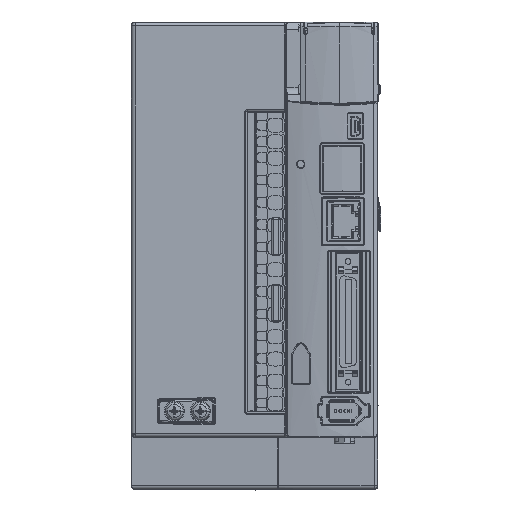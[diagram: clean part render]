
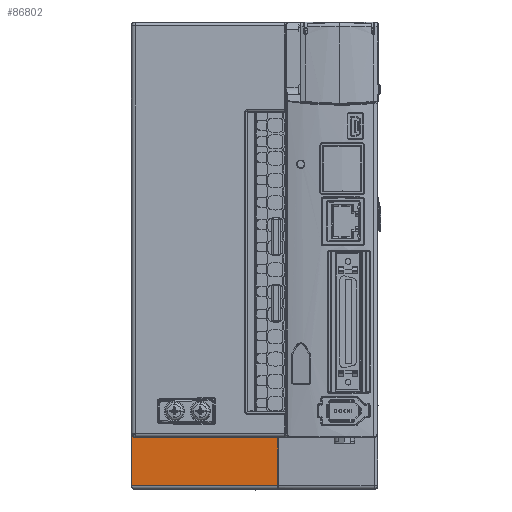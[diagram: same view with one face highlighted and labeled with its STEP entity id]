
A CAD part, top view. The second image highlights one B-rep face of the part: STEP entity #86802.
In plain terms, the highlighted planar face has unit normal (0, -0.052, 0.999).
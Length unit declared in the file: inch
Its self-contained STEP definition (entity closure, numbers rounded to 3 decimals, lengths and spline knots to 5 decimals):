
#6361 = VERTEX_POINT ( 'NONE', #119202 ) ;
#13144 = ORIENTED_EDGE ( 'NONE', *, *, #52704, .F. ) ;
#15250 = FACE_OUTER_BOUND ( 'NONE', #152815, .T. ) ;
#15473 = ORIENTED_EDGE ( 'NONE', *, *, #38054, .T. ) ;
#16104 = PLANE ( 'NONE',  #112319 ) ;
#20520 = VERTEX_POINT ( 'NONE', #168390 ) ;
#20817 = EDGE_CURVE ( 'NONE', #120392, #76824, #165596, .T. ) ;
#22461 = EDGE_CURVE ( 'NONE', #6361, #159590, #109227, .T. ) ;
#27984 = LINE ( 'NONE', #122711, #100245 ) ;
#29958 = DIRECTION ( 'NONE',  ( 1., 0., 0. ) ) ;
#34597 = CARTESIAN_POINT ( 'NONE',  ( 0., 0.05144, -2.05398 ) ) ;
#37451 = DIRECTION ( 'NONE',  ( 0., -0.999, -0.052 ) ) ;
#37659 = CARTESIAN_POINT ( 'NONE',  ( -3.14961, -0.72777, -2.09482 ) ) ;
#38054 = EDGE_CURVE ( 'NONE', #119501, #120392, #79520, .T. ) ;
#39657 = DIRECTION ( 'NONE',  ( -1., 0., 0. ) ) ;
#40720 = VERTEX_POINT ( 'NONE', #139687 ) ;
#43282 = DIRECTION ( 'NONE',  ( 0., -0.999, -0.052 ) ) ;
#52611 = CARTESIAN_POINT ( 'NONE',  ( -3.09055, 0.025, -2.05537 ) ) ;
#52704 = EDGE_CURVE ( 'NONE', #65408, #40720, #81116, .T. ) ;
#63090 = CARTESIAN_POINT ( 'NONE',  ( -3.14961, -0.7288, -2.09487 ) ) ;
#65408 = VERTEX_POINT ( 'NONE', #52611 ) ;
#73084 = VECTOR ( 'NONE', #80797, 39.37008 ) ;
#76824 = VERTEX_POINT ( 'NONE', #149672 ) ;
#76856 = VECTOR ( 'NONE', #134676, 39.37008 ) ;
#77133 = ORIENTED_EDGE ( 'NONE', *, *, #140266, .T. ) ;
#79520 = LINE ( 'NONE', #133057, #162163 ) ;
#80797 = DIRECTION ( 'NONE',  ( 0., 0.999, 0.052 ) ) ;
#81116 = LINE ( 'NONE', #91725, #76856 ) ;
#85137 = VECTOR ( 'NONE', #39657, 39.37008 ) ;
#86660 = ORIENTED_EDGE ( 'NONE', *, *, #101514, .T. ) ;
#86802 = ADVANCED_FACE ( 'NONE', ( #15250 ), #16104, .T. ) ;
#91725 = CARTESIAN_POINT ( 'NONE',  ( 0.5315, 0.025, -2.05537 ) ) ;
#93571 = CARTESIAN_POINT ( 'NONE',  ( -3.14961, -0.72777, -2.09482 ) ) ;
#96684 = EDGE_CURVE ( 'NONE', #159590, #76824, #137822, .T. ) ;
#98534 = CARTESIAN_POINT ( 'NONE',  ( 0., 0.10749, -2.05104 ) ) ;
#100245 = VECTOR ( 'NONE', #148195, 39.37008 ) ;
#101377 = VECTOR ( 'NONE', #138399, 39.37008 ) ;
#101514 = EDGE_CURVE ( 'NONE', #150889, #119501, #169627, .T. ) ;
#103769 = CARTESIAN_POINT ( 'NONE',  ( -3.14911, 0.05906, -2.05358 ) ) ;
#104362 = CARTESIAN_POINT ( 'NONE',  ( -3.14958, -0.72983, -2.09493 ) ) ;
#108421 = ORIENTED_EDGE ( 'NONE', *, *, #170534, .T. ) ;
#108896 = CARTESIAN_POINT ( 'NONE',  ( -3.14961, -0.72777, -2.09482 ) ) ;
#109227 = B_SPLINE_CURVE_WITH_KNOTS ( 'NONE', 3,
 ( #129805, #104362, #63090, #37659 ),
 .UNSPECIFIED., .F., .F.,
 ( 4, 4 ),
 ( 0., 1. ),
 .UNSPECIFIED. ) ;
#112319 = AXIS2_PLACEMENT_3D ( 'NONE', #98534, #138891, #43282 ) ;
#116310 = CARTESIAN_POINT ( 'NONE',  ( -3.14911, 0.05144, -2.05398 ) ) ;
#116905 = CARTESIAN_POINT ( 'NONE',  ( 0., 0.05906, -2.05358 ) ) ;
#119202 = CARTESIAN_POINT ( 'NONE',  ( -3.14953, -0.73086, -2.09498 ) ) ;
#119501 = VERTEX_POINT ( 'NONE', #103769 ) ;
#120392 = VERTEX_POINT ( 'NONE', #116310 ) ;
#122711 = CARTESIAN_POINT ( 'NONE',  ( -0.92913, 0.10749, -2.05104 ) ) ;
#124423 = ORIENTED_EDGE ( 'NONE', *, *, #96684, .F. ) ;
#125569 = CARTESIAN_POINT ( 'NONE',  ( 0., -0.73086, -2.09498 ) ) ;
#129023 = ORIENTED_EDGE ( 'NONE', *, *, #20817, .T. ) ;
#129805 = CARTESIAN_POINT ( 'NONE',  ( -3.14953, -0.73086, -2.09498 ) ) ;
#130062 = DIRECTION ( 'NONE',  ( 0., 0.999, 0.052 ) ) ;
#133057 = CARTESIAN_POINT ( 'NONE',  ( -3.14911, 0.10749, -2.05104 ) ) ;
#134676 = DIRECTION ( 'NONE',  ( 1., 0., 0. ) ) ;
#135421 = VECTOR ( 'NONE', #130062, 39.37008 ) ;
#137822 = LINE ( 'NONE', #108896, #73084 ) ;
#137883 = LINE ( 'NONE', #125569, #145217 ) ;
#138399 = DIRECTION ( 'NONE',  ( -1., 0., 0. ) ) ;
#138891 = DIRECTION ( 'NONE',  ( 0., -0.052, 0.999 ) ) ;
#139687 = CARTESIAN_POINT ( 'NONE',  ( -0.92913, 0.025, -2.05537 ) ) ;
#140266 = EDGE_CURVE ( 'NONE', #20520, #40720, #27984, .T. ) ;
#140892 = EDGE_CURVE ( 'NONE', #6361, #20520, #137883, .T. ) ;
#145217 = VECTOR ( 'NONE', #29958, 39.37008 ) ;
#147558 = CARTESIAN_POINT ( 'NONE',  ( -3.09055, 0.05906, -2.05358 ) ) ;
#148195 = DIRECTION ( 'NONE',  ( 0., 0.999, 0.052 ) ) ;
#149672 = CARTESIAN_POINT ( 'NONE',  ( -3.14961, 0.05144, -2.05398 ) ) ;
#150327 = ORIENTED_EDGE ( 'NONE', *, *, #22461, .F. ) ;
#150889 = VERTEX_POINT ( 'NONE', #147558 ) ;
#152815 = EDGE_LOOP ( 'NONE', ( #108421, #86660, #15473, #129023, #124423, #150327, #165014, #77133, #13144 ) ) ;
#159000 = CARTESIAN_POINT ( 'NONE',  ( -3.09055, 0.10749, -2.05104 ) ) ;
#159590 = VERTEX_POINT ( 'NONE', #93571 ) ;
#162163 = VECTOR ( 'NONE', #37451, 39.37008 ) ;
#165014 = ORIENTED_EDGE ( 'NONE', *, *, #140892, .T. ) ;
#165596 = LINE ( 'NONE', #34597, #101377 ) ;
#168390 = CARTESIAN_POINT ( 'NONE',  ( -0.92913, -0.73086, -2.09498 ) ) ;
#169627 = LINE ( 'NONE', #116905, #85137 ) ;
#170534 = EDGE_CURVE ( 'NONE', #65408, #150889, #172195, .T. ) ;
#172195 = LINE ( 'NONE', #159000, #135421 ) ;
